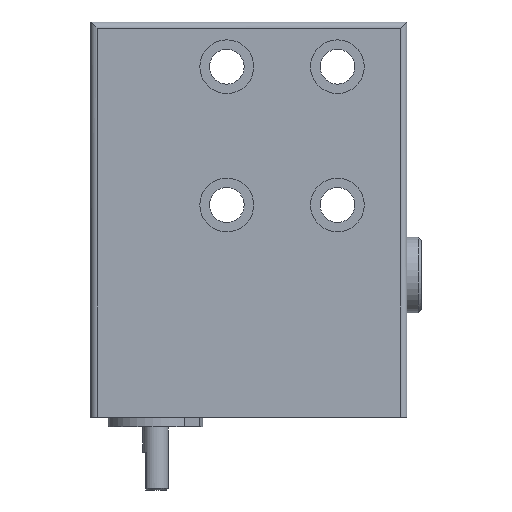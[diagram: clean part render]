
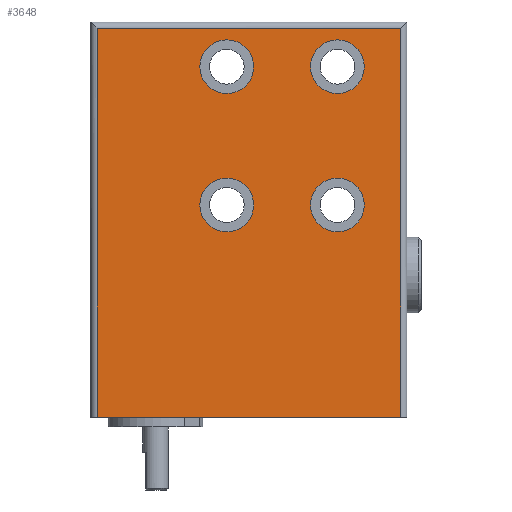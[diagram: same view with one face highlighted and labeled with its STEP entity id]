
A CAD part, front view. The second image highlights one B-rep face of the part: STEP entity #3648.
In plain terms, the highlighted planar face has unit normal (0, -1, 0).
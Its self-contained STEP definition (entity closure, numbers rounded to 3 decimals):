
#259=FACE_BOUND('',#610,.T.);
#260=FACE_BOUND('',#611,.T.);
#261=FACE_BOUND('',#612,.T.);
#262=FACE_BOUND('',#613,.T.);
#334=PLANE('',#4065);
#413=FACE_OUTER_BOUND('',#609,.T.);
#609=EDGE_LOOP('',(#2469,#2470,#2471,#2472));
#610=EDGE_LOOP('',(#2473));
#611=EDGE_LOOP('',(#2474));
#612=EDGE_LOOP('',(#2475));
#613=EDGE_LOOP('',(#2476));
#880=CIRCLE('',#4066,4.25);
#881=CIRCLE('',#4067,4.25);
#882=CIRCLE('',#4068,4.25);
#883=CIRCLE('',#4069,4.25);
#1110=LINE('',#5722,#1304);
#1112=LINE('',#5728,#1306);
#1113=LINE('',#5730,#1307);
#1114=LINE('',#5731,#1308);
#1304=VECTOR('',#4555,10.);
#1306=VECTOR('',#4561,10.);
#1307=VECTOR('',#4562,10.);
#1308=VECTOR('',#4563,1000.);
#1527=VERTEX_POINT('',#5719);
#1528=VERTEX_POINT('',#5721);
#1530=VERTEX_POINT('',#5727);
#1531=VERTEX_POINT('',#5729);
#1532=VERTEX_POINT('',#5732);
#1533=VERTEX_POINT('',#5734);
#1534=VERTEX_POINT('',#5736);
#1535=VERTEX_POINT('',#5738);
#1917=EDGE_CURVE('',#1527,#1528,#1110,.T.);
#1920=EDGE_CURVE('',#1530,#1527,#1112,.T.);
#1921=EDGE_CURVE('',#1531,#1530,#1113,.T.);
#1922=EDGE_CURVE('',#1528,#1531,#1114,.T.);
#1923=EDGE_CURVE('',#1532,#1532,#880,.F.);
#1924=EDGE_CURVE('',#1533,#1533,#881,.F.);
#1925=EDGE_CURVE('',#1534,#1534,#882,.F.);
#1926=EDGE_CURVE('',#1535,#1535,#883,.F.);
#2469=ORIENTED_EDGE('',*,*,#1917,.F.);
#2470=ORIENTED_EDGE('',*,*,#1920,.F.);
#2471=ORIENTED_EDGE('',*,*,#1921,.F.);
#2472=ORIENTED_EDGE('',*,*,#1922,.F.);
#2473=ORIENTED_EDGE('',*,*,#1923,.F.);
#2474=ORIENTED_EDGE('',*,*,#1924,.F.);
#2475=ORIENTED_EDGE('',*,*,#1925,.F.);
#2476=ORIENTED_EDGE('',*,*,#1926,.F.);
#3648=ADVANCED_FACE('',(#413,#259,#260,#261,#262),#334,.T.);
#4065=AXIS2_PLACEMENT_3D('',#5726,#4559,#4560);
#4066=AXIS2_PLACEMENT_3D('',#5733,#4564,#4565);
#4067=AXIS2_PLACEMENT_3D('',#5735,#4566,#4567);
#4068=AXIS2_PLACEMENT_3D('',#5737,#4568,#4569);
#4069=AXIS2_PLACEMENT_3D('',#5739,#4570,#4571);
#4555=DIRECTION('',(0.,0.,-1.));
#4559=DIRECTION('center_axis',(0.,-1.,0.));
#4560=DIRECTION('ref_axis',(0.,0.,-1.));
#4561=DIRECTION('',(1.,0.,0.));
#4562=DIRECTION('',(0.,0.,1.));
#4563=DIRECTION('',(-1.,0.,0.));
#4564=DIRECTION('center_axis',(0.,1.,0.));
#4565=DIRECTION('ref_axis',(0.,0.,-1.));
#4566=DIRECTION('center_axis',(0.,1.,0.));
#4567=DIRECTION('ref_axis',(0.,0.,-1.));
#4568=DIRECTION('center_axis',(0.,1.,0.));
#4569=DIRECTION('ref_axis',(0.,0.,-1.));
#4570=DIRECTION('center_axis',(0.,1.,0.));
#4571=DIRECTION('ref_axis',(0.,0.,-1.));
#5719=CARTESIAN_POINT('',(18.75,-1.5,24.));
#5721=CARTESIAN_POINT('',(18.75,-1.5,-37.5));
#5722=CARTESIAN_POINT('',(18.75,-1.5,12.5));
#5726=CARTESIAN_POINT('Origin',(0.,-1.5,0.));
#5727=CARTESIAN_POINT('',(-29.25,-1.5,24.));
#5728=CARTESIAN_POINT('',(-7.125,-1.5,24.));
#5729=CARTESIAN_POINT('',(-29.25,-1.5,-37.5));
#5730=CARTESIAN_POINT('',(-29.25,-1.5,12.5));
#5731=CARTESIAN_POINT('',(-14.25,-1.5,-37.5));
#5732=CARTESIAN_POINT('',(8.75,-1.5,22.179));
#5733=CARTESIAN_POINT('Origin',(8.75,-1.5,17.929));
#5734=CARTESIAN_POINT('',(-8.75,-1.5,0.321));
#5735=CARTESIAN_POINT('Origin',(-8.75,-1.5,-3.929));
#5736=CARTESIAN_POINT('',(8.75,-1.5,0.321));
#5737=CARTESIAN_POINT('Origin',(8.75,-1.5,-3.929));
#5738=CARTESIAN_POINT('',(-8.75,-1.5,22.179));
#5739=CARTESIAN_POINT('Origin',(-8.75,-1.5,17.929));
